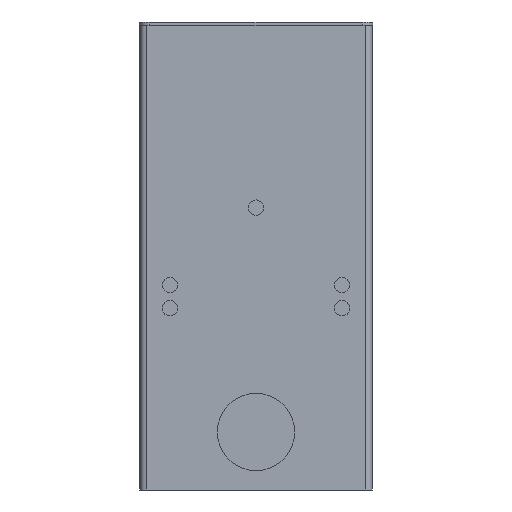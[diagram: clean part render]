
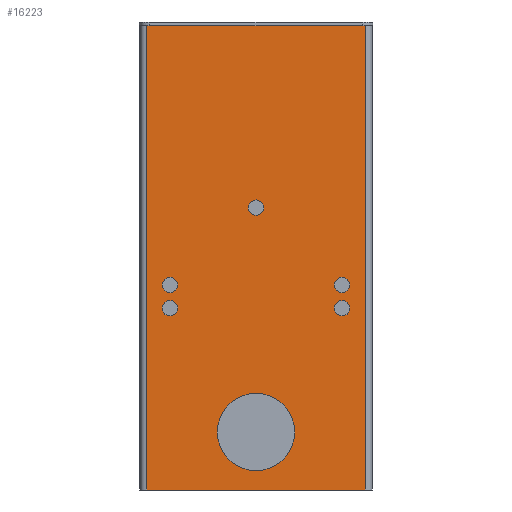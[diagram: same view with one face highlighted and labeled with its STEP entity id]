
A CAD part, front view. The second image highlights one B-rep face of the part: STEP entity #16223.
In plain terms, the highlighted planar face has unit normal (0, -1, 0).
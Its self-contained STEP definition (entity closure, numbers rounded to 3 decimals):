
#755=PLANE('',#18194);
#795=FACE_BOUND('',#3191,.T.);
#796=FACE_BOUND('',#3192,.T.);
#797=FACE_BOUND('',#3193,.T.);
#798=FACE_BOUND('',#3194,.T.);
#799=FACE_BOUND('',#3195,.T.);
#800=FACE_BOUND('',#3196,.T.);
#2130=FACE_OUTER_BOUND('',#3190,.T.);
#3190=EDGE_LOOP('',(#14493,#14494,#14495,#14496));
#3191=EDGE_LOOP('',(#14497));
#3192=EDGE_LOOP('',(#14498));
#3193=EDGE_LOOP('',(#14499));
#3194=EDGE_LOOP('',(#14500));
#3195=EDGE_LOOP('',(#14501));
#3196=EDGE_LOOP('',(#14502));
#3958=CIRCLE('',#18153,4.);
#3959=CIRCLE('',#18155,4.);
#3960=CIRCLE('',#18157,4.);
#3961=CIRCLE('',#18159,4.);
#3962=CIRCLE('',#18161,4.);
#3963=CIRCLE('',#18163,20.);
#5035=LINE('',#37359,#6012);
#5150=LINE('',#37737,#6127);
#5151=LINE('',#37740,#6128);
#5152=LINE('',#37741,#6129);
#6012=VECTOR('',#22622,10.);
#6127=VECTOR('',#23015,10.);
#6128=VECTOR('',#23018,10.);
#6129=VECTOR('',#23019,10.);
#7374=VERTEX_POINT('',#37345);
#7380=VERTEX_POINT('',#37357);
#7481=VERTEX_POINT('',#37653);
#7482=VERTEX_POINT('',#37657);
#7483=VERTEX_POINT('',#37661);
#7484=VERTEX_POINT('',#37665);
#7485=VERTEX_POINT('',#37669);
#7486=VERTEX_POINT('',#37673);
#7503=VERTEX_POINT('',#37733);
#7505=VERTEX_POINT('',#37739);
#9675=EDGE_CURVE('',#7374,#7380,#5035,.T.);
#9823=EDGE_CURVE('',#7481,#7481,#3958,.T.);
#9825=EDGE_CURVE('',#7482,#7482,#3959,.T.);
#9827=EDGE_CURVE('',#7483,#7483,#3960,.T.);
#9829=EDGE_CURVE('',#7484,#7484,#3961,.T.);
#9831=EDGE_CURVE('',#7485,#7485,#3962,.T.);
#9833=EDGE_CURVE('',#7486,#7486,#3963,.T.);
#9865=EDGE_CURVE('',#7374,#7503,#5150,.T.);
#9866=EDGE_CURVE('',#7505,#7380,#5151,.T.);
#9867=EDGE_CURVE('',#7503,#7505,#5152,.T.);
#14493=ORIENTED_EDGE('',*,*,#9865,.F.);
#14494=ORIENTED_EDGE('',*,*,#9675,.T.);
#14495=ORIENTED_EDGE('',*,*,#9866,.F.);
#14496=ORIENTED_EDGE('',*,*,#9867,.F.);
#14497=ORIENTED_EDGE('',*,*,#9823,.T.);
#14498=ORIENTED_EDGE('',*,*,#9825,.T.);
#14499=ORIENTED_EDGE('',*,*,#9827,.T.);
#14500=ORIENTED_EDGE('',*,*,#9829,.T.);
#14501=ORIENTED_EDGE('',*,*,#9831,.T.);
#14502=ORIENTED_EDGE('',*,*,#9833,.T.);
#16223=ADVANCED_FACE('',(#2130,#795,#796,#797,#798,#799,#800),#755,.T.);
#18153=AXIS2_PLACEMENT_3D('',#37654,#22914,#22915);
#18155=AXIS2_PLACEMENT_3D('',#37658,#22919,#22920);
#18157=AXIS2_PLACEMENT_3D('',#37662,#22924,#22925);
#18159=AXIS2_PLACEMENT_3D('',#37666,#22929,#22930);
#18161=AXIS2_PLACEMENT_3D('',#37670,#22934,#22935);
#18163=AXIS2_PLACEMENT_3D('',#37674,#22939,#22940);
#18194=AXIS2_PLACEMENT_3D('',#37738,#23016,#23017);
#22622=DIRECTION('',(1.,0.,0.));
#22914=DIRECTION('center_axis',(0.,1.,0.));
#22915=DIRECTION('ref_axis',(1.,0.,0.));
#22919=DIRECTION('center_axis',(0.,1.,0.));
#22920=DIRECTION('ref_axis',(1.,0.,0.));
#22924=DIRECTION('center_axis',(0.,1.,0.));
#22925=DIRECTION('ref_axis',(1.,0.,0.));
#22929=DIRECTION('center_axis',(0.,1.,0.));
#22930=DIRECTION('ref_axis',(1.,0.,0.));
#22934=DIRECTION('center_axis',(0.,1.,0.));
#22935=DIRECTION('ref_axis',(1.,0.,0.));
#22939=DIRECTION('center_axis',(0.,1.,0.));
#22940=DIRECTION('ref_axis',(1.,0.,0.));
#23015=DIRECTION('',(0.,0.,1.));
#23016=DIRECTION('center_axis',(0.,-1.,0.));
#23017=DIRECTION('ref_axis',(1.,0.,0.));
#23018=DIRECTION('',(0.,0.,-1.));
#23019=DIRECTION('',(1.,0.,0.));
#37345=CARTESIAN_POINT('',(3.5,0.,0.));
#37357=CARTESIAN_POINT('',(116.5,0.,0.));
#37359=CARTESIAN_POINT('',(0.,0.,0.));
#37653=CARTESIAN_POINT('',(100.5,0.,94.));
#37654=CARTESIAN_POINT('Origin',(104.5,0.,94.));
#37657=CARTESIAN_POINT('',(11.5,0.,94.));
#37658=CARTESIAN_POINT('Origin',(15.5,0.,94.));
#37661=CARTESIAN_POINT('',(56.,0.,146.));
#37662=CARTESIAN_POINT('Origin',(60.,0.,146.));
#37665=CARTESIAN_POINT('',(100.5,0.,106.));
#37666=CARTESIAN_POINT('Origin',(104.5,0.,106.));
#37669=CARTESIAN_POINT('',(11.5,0.,106.));
#37670=CARTESIAN_POINT('Origin',(15.5,0.,106.));
#37673=CARTESIAN_POINT('',(40.,0.,30.));
#37674=CARTESIAN_POINT('Origin',(60.,0.,30.));
#37733=CARTESIAN_POINT('',(3.5,0.,240.));
#37737=CARTESIAN_POINT('',(3.5,0.,0.));
#37738=CARTESIAN_POINT('Origin',(0.,0.,0.));
#37739=CARTESIAN_POINT('',(116.5,0.,240.));
#37740=CARTESIAN_POINT('',(116.5,0.,0.));
#37741=CARTESIAN_POINT('',(0.,0.,240.));
